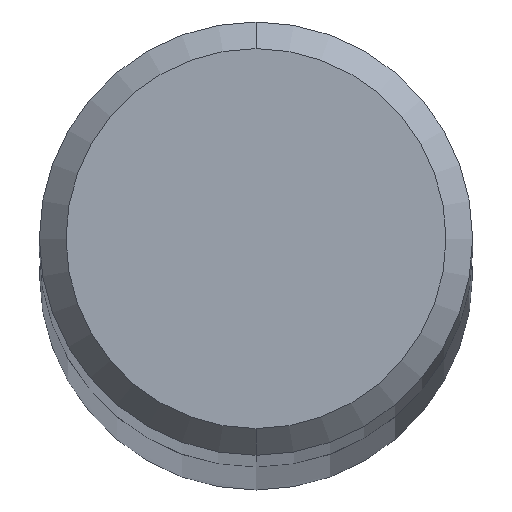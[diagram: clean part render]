
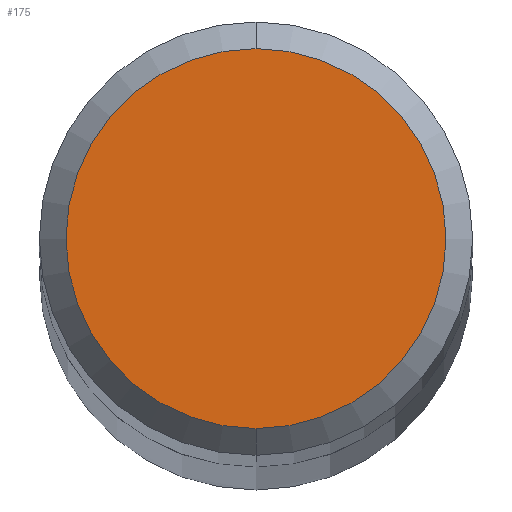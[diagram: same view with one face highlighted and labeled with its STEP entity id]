
A CAD part, top view. The second image highlights one B-rep face of the part: STEP entity #175.
In plain terms, the highlighted planar face has unit normal (0, 0, 1).
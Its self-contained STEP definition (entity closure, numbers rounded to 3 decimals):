
#175=ADVANCED_FACE('',(#435),#436,.T.);
#199=VERTEX_POINT('',#461);
#203=EDGE_CURVE('',#199,#321,#466,.T.);
#225=EDGE_CURVE('',#321,#199,#492,.T.);
#321=VERTEX_POINT('',#598);
#435=FACE_OUTER_BOUND('',#749,.T.);
#436=PLANE('',#750);
#461=CARTESIAN_POINT('',(0.,-2.85,98.0));
#466=CIRCLE('',#801,2.85);
#492=CIRCLE('',#861,2.85);
#598=CARTESIAN_POINT('',(0.0,2.85,98.0));
#749=EDGE_LOOP('',(#1297,#1298));
#750=AXIS2_PLACEMENT_3D('',#1299,#1300,#1301);
#801=AXIS2_PLACEMENT_3D('',#1319,#1320,#1321);
#861=AXIS2_PLACEMENT_3D('',#1370,#1371,#1372);
#1297=ORIENTED_EDGE('',*,*,#225,.F.);
#1298=ORIENTED_EDGE('',*,*,#203,.F.);
#1299=CARTESIAN_POINT('',(0.0,1.425,98.0));
#1300=DIRECTION('',(0.0,0.0,1.0));
#1301=DIRECTION('',(0.0,-1.0,0.0));
#1319=CARTESIAN_POINT('',(0.0,0.0,98.0));
#1320=DIRECTION('',(0.0,0.0,-1.0));
#1321=DIRECTION('',(0.0,1.0,0.0));
#1370=CARTESIAN_POINT('',(0.0,0.0,98.0));
#1371=DIRECTION('',(0.0,0.0,-1.0));
#1372=DIRECTION('',(0.0,1.0,0.0));
